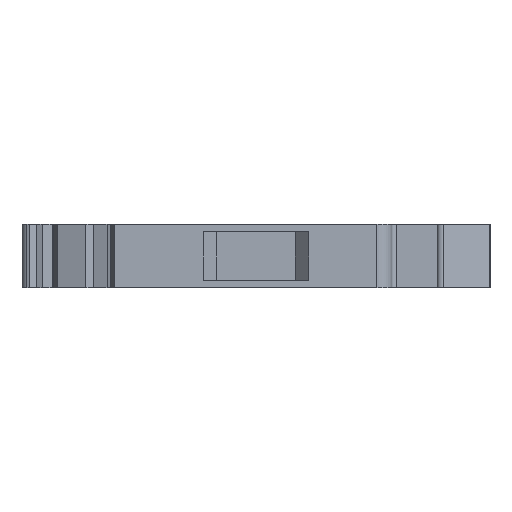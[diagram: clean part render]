
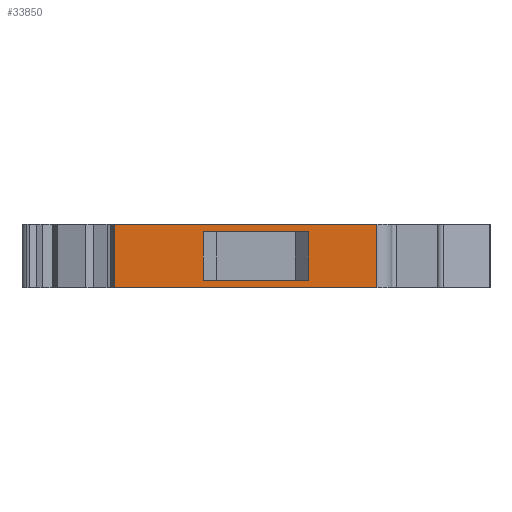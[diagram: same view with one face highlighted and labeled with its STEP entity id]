
A CAD part, left-side view. The second image highlights one B-rep face of the part: STEP entity #33850.
In plain terms, the highlighted planar face has unit normal (-1, 0, 0).
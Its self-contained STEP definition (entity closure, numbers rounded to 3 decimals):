
#940=CARTESIAN_POINT('',(-13.5,20.88,0.));
#950=VERTEX_POINT('',#940);
#980=CARTESIAN_POINT('',(-13.5,20.88,0.));
#990=DIRECTION('',(0.,0.,-1.));
#1000=VECTOR('',#990,1.);
#1010=LINE('',#980,#1000);
#1020=CARTESIAN_POINT('',(-13.5,20.88,-4.2));
#1030=VERTEX_POINT('',#1020);
#1040=EDGE_CURVE('',#950,#1030,#1010,.T.);
#1550=CARTESIAN_POINT('',(-13.5,3.5,-4.2));
#1560=VERTEX_POINT('',#1550);
#8250=CARTESIAN_POINT('',(-13.5,0.,-4.2));
#8260=DIRECTION('',(0.,-1.,0.));
#8270=VECTOR('',#8260,1.);
#8280=LINE('',#8250,#8270);
#8290=EDGE_CURVE('',#1030,#1560,#8280,.T.);
#28010=CARTESIAN_POINT('',(-13.5,3.5,-4.2));
#28020=DIRECTION('',(0.,0.,1.));
#28030=VECTOR('',#28020,1.);
#28040=LINE('',#28010,#28030);
#28050=CARTESIAN_POINT('',(-13.5,3.5,0.));
#28060=VERTEX_POINT('',#28050);
#28070=EDGE_CURVE('',#1560,#28060,#28040,.T.);
#29690=CARTESIAN_POINT('',(-13.5,0.,0.));
#29700=DIRECTION('',(0.,-1.,0.));
#29710=VECTOR('',#29700,1.);
#29720=LINE('',#29690,#29710);
#29730=EDGE_CURVE('',#950,#28060,#29720,.T.);
#33400=CARTESIAN_POINT('',(-13.5,3.5,
0.));
#33410=DIRECTION('',(1.,0.,0.));
#33420=DIRECTION('',(0.,-1.,0.));
#33430=AXIS2_PLACEMENT_3D('',#33400,#33410,#33420);
#33440=PLANE('',#33430);
#33450=ORIENTED_EDGE('',*,*,#28070,.T.);
#33460=ORIENTED_EDGE('',*,*,#8290,.T.);
#33470=ORIENTED_EDGE('',*,*,#1040,.T.);
#33480=ORIENTED_EDGE('',*,*,#29730,.F.);
#33490=EDGE_LOOP('',(#33480,#33470,#33460,#33450));
#33500=FACE_OUTER_BOUND('',#33490,.T.);
#33510=CARTESIAN_POINT('',(-13.5,8.,0.));
#33520=DIRECTION('',(0.,0.,-1.));
#33530=VECTOR('',#33520,1.);
#33540=LINE('',#33510,#33530);
#33550=CARTESIAN_POINT('',(-13.5,8.,
-0.5));
#33560=VERTEX_POINT('',#33550);
#33570=CARTESIAN_POINT('',(-13.5,8.,
-3.7));
#33580=VERTEX_POINT('',#33570);
#33590=EDGE_CURVE('',#33560,#33580,#33540,.T.);
#33600=ORIENTED_EDGE('',*,*,#33590,.T.);
#33610=CARTESIAN_POINT('',(-13.5,0.,-0.5));
#33620=DIRECTION('',(0.,-1.,0.));
#33630=VECTOR('',#33620,1.);
#33640=LINE('',#33610,#33630);
#33650=CARTESIAN_POINT('',(-13.5,15.,
-0.5));
#33660=VERTEX_POINT('',#33650);
#33670=EDGE_CURVE('',#33660,#33560,#33640,.T.);
#33680=ORIENTED_EDGE('',*,*,#33670,.T.);
#33690=CARTESIAN_POINT('',(-13.5,15.,0.));
#33700=DIRECTION('',(0.,0.,1.));
#33710=VECTOR('',#33700,1.);
#33720=LINE('',#33690,#33710);
#33730=CARTESIAN_POINT('',(-13.5,15.,
-3.7));
#33740=VERTEX_POINT('',#33730);
#33750=EDGE_CURVE('',#33740,#33660,#33720,.T.);
#33760=ORIENTED_EDGE('',*,*,#33750,.T.);
#33770=CARTESIAN_POINT('',(-13.5,0.,-3.7));
#33780=DIRECTION('',(0.,-1.,0.));
#33790=VECTOR('',#33780,1.);
#33800=LINE('',#33770,#33790);
#33810=EDGE_CURVE('',#33740,#33580,#33800,.T.);
#33820=ORIENTED_EDGE('',*,*,#33810,.F.);
#33830=EDGE_LOOP('',(#33820,#33760,#33680,#33600));
#33840=FACE_BOUND('',#33830,.T.);
#33850=ADVANCED_FACE('',(#33500,#33840),#33440,.F.);
